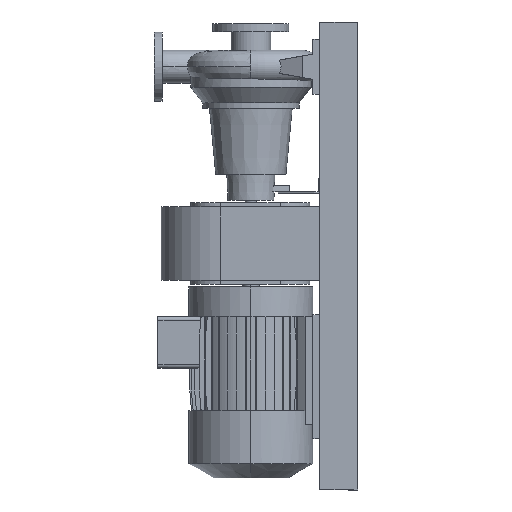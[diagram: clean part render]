
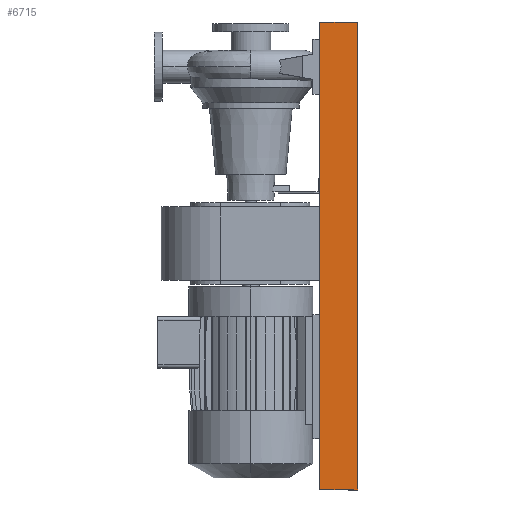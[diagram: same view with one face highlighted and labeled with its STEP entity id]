
A CAD part, left-side view. The second image highlights one B-rep face of the part: STEP entity #6715.
In plain terms, the highlighted planar face has unit normal (-1, 0, 0).
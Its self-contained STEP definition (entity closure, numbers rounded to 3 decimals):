
#530 = DIRECTION ( 'NONE',  ( 0., 0., 1. ) ) ;
#741 = DIRECTION ( 'NONE',  ( -1., 0., 0. ) ) ;
#1043 = EDGE_LOOP ( 'NONE', ( #14194, #18062, #4281, #9511 ) ) ;
#2138 = CARTESIAN_POINT ( 'NONE',  ( -200., 55., -680. ) ) ;
#2323 = VECTOR ( 'NONE', #6554, 1000. ) ;
#3482 = CARTESIAN_POINT ( 'NONE',  ( -200., -55., -680. ) ) ;
#3585 = LINE ( 'NONE', #3482, #2323 ) ;
#3899 = AXIS2_PLACEMENT_3D ( 'NONE', #15009, #741, #530 ) ;
#4023 = PLANE ( 'NONE',  #3899 ) ;
#4072 = CARTESIAN_POINT ( 'NONE',  ( -200., 55., 680. ) ) ;
#4281 = ORIENTED_EDGE ( 'NONE', *, *, #16859, .T. ) ;
#4583 = VERTEX_POINT ( 'NONE', #4072 ) ;
#4977 = VERTEX_POINT ( 'NONE', #11664 ) ;
#6554 = DIRECTION ( 'NONE',  ( 0., 0., 1. ) ) ;
#6715 = ADVANCED_FACE ( 'NONE', ( #10031 ), #4023, .T. ) ;
#6744 = LINE ( 'NONE', #19926, #7111 ) ;
#7008 = VERTEX_POINT ( 'NONE', #14878 ) ;
#7026 = LINE ( 'NONE', #19795, #10866 ) ;
#7111 = VECTOR ( 'NONE', #18350, 1000. ) ;
#8785 = CARTESIAN_POINT ( 'NONE',  ( -200., -55., 680. ) ) ;
#9511 = ORIENTED_EDGE ( 'NONE', *, *, #15259, .T. ) ;
#10031 = FACE_OUTER_BOUND ( 'NONE', #1043, .T. ) ;
#10866 = VECTOR ( 'NONE', #19899, 1000. ) ;
#11664 = CARTESIAN_POINT ( 'NONE',  ( -200., -55., 680. ) ) ;
#12315 = VERTEX_POINT ( 'NONE', #2138 ) ;
#14194 = ORIENTED_EDGE ( 'NONE', *, *, #18909, .F. ) ;
#14878 = CARTESIAN_POINT ( 'NONE',  ( -200., -55., -680. ) ) ;
#15009 = CARTESIAN_POINT ( 'NONE',  ( -200., -55., -680. ) ) ;
#15235 = DIRECTION ( 'NONE',  ( 0., -1., 0. ) ) ;
#15259 = EDGE_CURVE ( 'NONE', #7008, #4977, #3585, .T. ) ;
#15549 = LINE ( 'NONE', #8785, #19647 ) ;
#16859 = EDGE_CURVE ( 'NONE', #12315, #7008, #6744, .T. ) ;
#18062 = ORIENTED_EDGE ( 'NONE', *, *, #19639, .F. ) ;
#18350 = DIRECTION ( 'NONE',  ( 0., -1., 0. ) ) ;
#18909 = EDGE_CURVE ( 'NONE', #4583, #4977, #15549, .T. ) ;
#19639 = EDGE_CURVE ( 'NONE', #12315, #4583, #7026, .T. ) ;
#19647 = VECTOR ( 'NONE', #15235, 1000. ) ;
#19795 = CARTESIAN_POINT ( 'NONE',  ( -200., 55., -680. ) ) ;
#19899 = DIRECTION ( 'NONE',  ( 0., 0., 1. ) ) ;
#19926 = CARTESIAN_POINT ( 'NONE',  ( -200., -55., -680. ) ) ;
